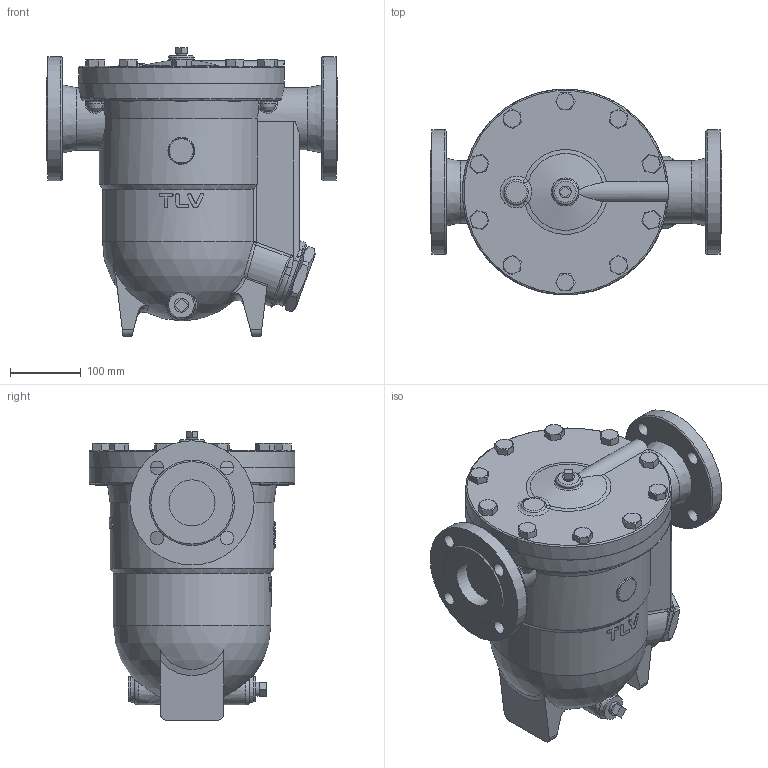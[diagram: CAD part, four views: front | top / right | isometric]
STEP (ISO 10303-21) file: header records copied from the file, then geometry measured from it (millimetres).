
FILE_DESCRIPTION((''),'2;1');
FILE_NAME('j75x0-065-jis10-00.stp','2010-06-08T10:55:58',('nakaot'),(''),'Autodesk Inventor 2008','Autodesk Inventor 2008','');
FILE_SCHEMA(('AUTOMOTIVE_DESIGN { 1 0 10303 214 1 1 1 1 }'));
Length unit declared in the file: millimetre
Products named in the file (1): j75x0-065-jis10-00
Bounding box: 410 x 290 x 407 mm (x, y, z)
Volume: 17557930.6 mm3; surface area: 650180 mm2
Topology: 1 solids, 1 shells, 422 faces, 1021 edges, 642 vertices
Faces by surface type: plane 156, bspline 117, cone 74, cylinder 62, torus 11, sphere 2
Full cylindrical faces by diameter (mm): 16 x16, 36 x2, 65 x2, 88 x2, 175 x2, 200 x1, 290 x2
Entity records: 24587 total; most frequent: CARTESIAN_POINT 16092, ORIENTED_EDGE 1834, DIRECTION 1510, EDGE_CURVE 917, AXIS2_PLACEMENT_3D 624, VERTEX_POINT 607, EDGE_LOOP 568, FACE_OUTER_BOUND 422
